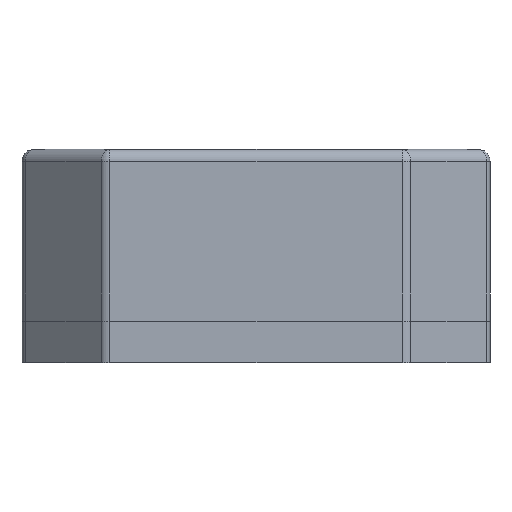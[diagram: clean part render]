
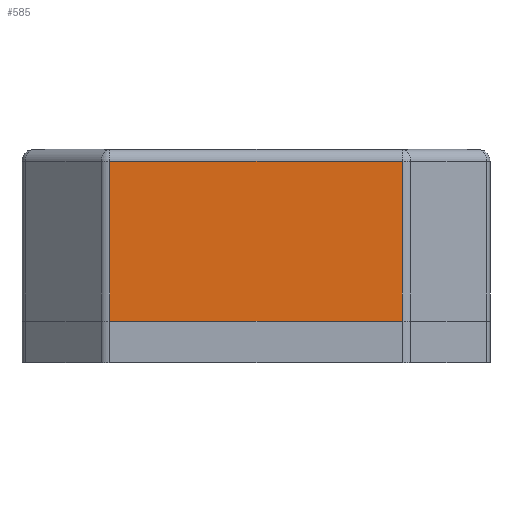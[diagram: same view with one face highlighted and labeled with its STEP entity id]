
A CAD part, left-side view. The second image highlights one B-rep face of the part: STEP entity #585.
In plain terms, the highlighted planar face has unit normal (-1, 0, 0).
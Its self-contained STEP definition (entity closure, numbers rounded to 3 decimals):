
#585=ADVANCED_FACE('',(#1409),#1411,.T.);
#1409=FACE_BOUND('',#1410,.T.);
#1410=EDGE_LOOP('',(#2365,#2366,#2367,#2368));
#1411=PLANE('',#1412);
#1412=AXIS2_PLACEMENT_3D('',#1413,#1414,#1415);
#1413=CARTESIAN_POINT('',(-1.975,1.275,-0.65));
#1414=DIRECTION('',(-1.,0.,0.));
#1415=DIRECTION('',(0.,-1.,0.));
#2365=ORIENTED_EDGE('',*,*,#2883,.F.);
#2366=ORIENTED_EDGE('',*,*,#2907,.F.);
#2367=ORIENTED_EDGE('',*,*,#2908,.F.);
#2368=ORIENTED_EDGE('',*,*,#2909,.T.);
#2883=EDGE_CURVE('',#3559,#3560,#3561,.T.);
#2907=EDGE_CURVE('',#3599,#3559,#3600,.T.);
#2908=EDGE_CURVE('',#3601,#3599,#3602,.F.);
#2909=EDGE_CURVE('',#3601,#3560,#3603,.T.);
#3559=VERTEX_POINT('',#4947);
#3560=VERTEX_POINT('',#4948);
#3561=LINE('',#4949,#4950);
#3599=VERTEX_POINT('',#5051);
#3600=LINE('',#5052,#5053);
#3601=VERTEX_POINT('',#5055);
#3602=LINE('',#5056,#5057);
#3603=LINE('',#5059,#5060);
#4947=CARTESIAN_POINT('',(-1.975,1.234,1.7));
#4948=CARTESIAN_POINT('',(-1.975,-1.234,1.7));
#4949=CARTESIAN_POINT('',(-1.975,1.234,1.7));
#4950=VECTOR('',#4951,1.);
#4951=DIRECTION('',(0.,-1.,0.));
#5051=CARTESIAN_POINT('',(-1.975,1.234,0.35));
#5052=CARTESIAN_POINT('',(-1.975,1.234,0.35));
#5053=VECTOR('',#5054,1.);
#5054=DIRECTION('',(0.,0.,1.));
#5055=CARTESIAN_POINT('',(-1.975,-1.234,0.35));
#5056=CARTESIAN_POINT('',(-1.975,1.234,0.35));
#5057=VECTOR('',#5058,1.);
#5058=DIRECTION('',(0.,-1.,0.));
#5059=CARTESIAN_POINT('',(-1.975,-1.234,0.35));
#5060=VECTOR('',#5061,1.);
#5061=DIRECTION('',(0.,0.,1.));
